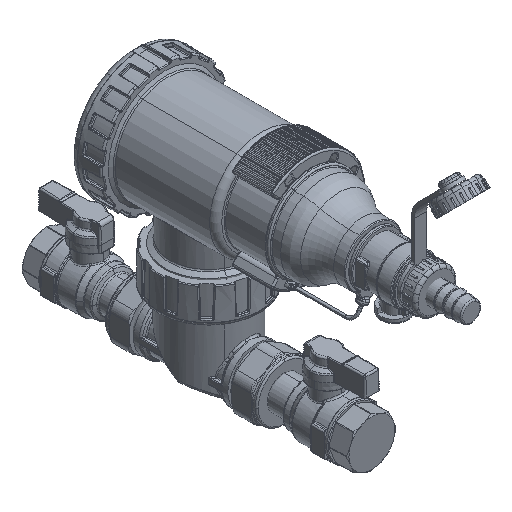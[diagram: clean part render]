
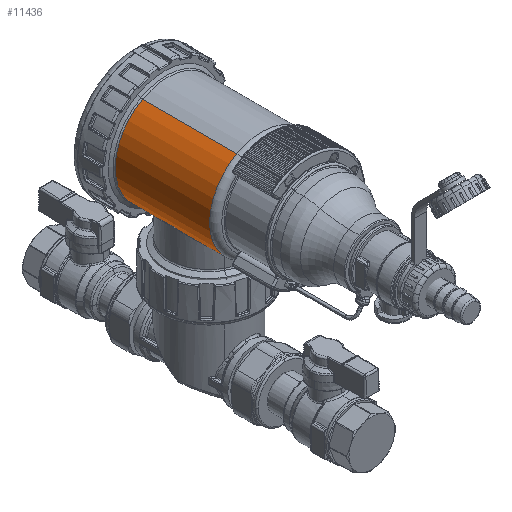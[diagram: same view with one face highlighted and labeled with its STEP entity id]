
A CAD part, isometric view. The second image highlights one B-rep face of the part: STEP entity #11436.
In plain terms, the highlighted cylindrical face has radius 34.5 mm (diameter 69 mm), a partial arc.
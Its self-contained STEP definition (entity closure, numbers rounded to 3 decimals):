
#10003=CARTESIAN_POINT('Vertex',(16.54,26.979,75.823)) ;
#10010=CARTESIAN_POINT('Vertex',(-16.54,26.979,136.377)) ;
#10013=CARTESIAN_POINT('Axis2P3D Location',(0.,26.979,106.1)) ;
#10030=CARTESIAN_POINT('Axis2P3D Location',(0.,-35.,106.1)) ;
#10034=CARTESIAN_POINT('Vertex',(-16.54,-35.,136.377)) ;
#10036=CARTESIAN_POINT('Vertex',(16.54,-35.,75.823)) ;
#10928=CARTESIAN_POINT('Vertex',(-12.347,-23.256,73.885)) ;
#10934=CARTESIAN_POINT('Control Point',(16.54,-20.312,75.823)) ;
#10935=CARTESIAN_POINT('Control Point',(15.612,-21.113,75.316)) ;
#10936=CARTESIAN_POINT('Control Point',(13.625,-22.596,74.343)) ;
#10937=CARTESIAN_POINT('Control Point',(10.289,-24.399,73.102)) ;
#10938=CARTESIAN_POINT('Control Point',(6.635,-25.711,72.171)) ;
#10939=CARTESIAN_POINT('Control Point',(2.748,-26.454,71.633)) ;
#10940=CARTESIAN_POINT('Control Point',(-1.243,-26.575,71.546)) ;
#10941=CARTESIAN_POINT('Control Point',(-5.186,-26.063,71.917)) ;
#10942=CARTESIAN_POINT('Control Point',(-8.939,-24.957,72.709)) ;
#10943=CARTESIAN_POINT('Control Point',(-11.253,-23.873,73.464)) ;
#10944=CARTESIAN_POINT('Control Point',(-12.347,-23.256,73.885)) ;
#10945=CARTESIAN_POINT('Vertex',(16.54,-20.312,75.823)) ;
#11069=CARTESIAN_POINT('Vertex',(16.54,20.312,75.823)) ;
#11140=CARTESIAN_POINT('Control Point',(12.347,23.256,73.885)) ;
#11141=CARTESIAN_POINT('Control Point',(13.103,22.829,74.178)) ;
#11142=CARTESIAN_POINT('Control Point',(14.559,21.911,74.794)) ;
#11143=CARTESIAN_POINT('Control Point',(15.899,20.866,75.47)) ;
#11144=CARTESIAN_POINT('Control Point',(16.54,20.312,75.823)) ;
#11145=CARTESIAN_POINT('Vertex',(12.347,23.256,73.885)) ;
#11308=CARTESIAN_POINT('Control Point',(12.347,23.256,73.885)) ;
#11309=CARTESIAN_POINT('Control Point',(10.881,24.088,73.316)) ;
#11310=CARTESIAN_POINT('Control Point',(7.706,25.474,72.344)) ;
#11311=CARTESIAN_POINT('Control Point',(2.492,26.568,71.55)) ;
#11312=CARTESIAN_POINT('Control Point',(-2.901,26.524,71.583)) ;
#11313=CARTESIAN_POINT('Control Point',(-8.092,25.349,72.433)) ;
#11314=CARTESIAN_POINT('Control Point',(-12.789,23.195,73.942)) ;
#11315=CARTESIAN_POINT('Control Point',(-16.847,20.252,75.893)) ;
#11316=CARTESIAN_POINT('Control Point',(-20.219,16.662,78.063)) ;
#11317=CARTESIAN_POINT('Control Point',(-22.883,12.498,80.22)) ;
#11318=CARTESIAN_POINT('Control Point',(-24.792,7.778,82.077)) ;
#11319=CARTESIAN_POINT('Control Point',(-25.817,2.536,83.213)) ;
#11320=CARTESIAN_POINT('Control Point',(-25.774,-2.951,83.164)) ;
#11321=CARTESIAN_POINT('Control Point',(-24.676,-8.158,81.955)) ;
#11322=CARTESIAN_POINT('Control Point',(-22.706,-12.835,80.062)) ;
#11323=CARTESIAN_POINT('Control Point',(-19.986,-16.956,77.894)) ;
#11324=CARTESIAN_POINT('Control Point',(-16.561,-20.503,75.734)) ;
#11325=CARTESIAN_POINT('Control Point',(-13.824,-22.423,74.45)) ;
#11326=CARTESIAN_POINT('Control Point',(-12.347,-23.256,73.885)) ;
#11397=CARTESIAN_POINT('Line Origine',(16.54,-32.65,75.823)) ;
#11402=CARTESIAN_POINT('Line Origine',(16.54,-32.65,75.823)) ;
#11407=CARTESIAN_POINT('Line Origine',(-16.54,-32.65,136.377)) ;
#11421=CARTESIAN_POINT('Axis2P3D Location',(0.,-32.65,106.1)) ;
#10014=DIRECTION('Axis2P3D Direction',(0.,-1.,0.)) ;
#10031=DIRECTION('Axis2P3D Direction',(0.,-1.,0.)) ;
#11398=DIRECTION('Vector Direction',(0.,-1.,0.)) ;
#11403=DIRECTION('Vector Direction',(0.,-1.,0.)) ;
#11408=DIRECTION('Vector Direction',(0.,-1.,0.)) ;
#11422=DIRECTION('Axis2P3D Direction',(0.,-1.,0.)) ;
#11423=DIRECTION('Axis2P3D XDirection',(0.878,0.,0.479)) ;
#10015=AXIS2_PLACEMENT_3D('Circle Axis2P3D',#10013,#10014,$) ;
#10032=AXIS2_PLACEMENT_3D('Circle Axis2P3D',#10030,#10031,$) ;
#11424=AXIS2_PLACEMENT_3D('Cylinder Axis2P3D',#11421,#11422,#11423) ;
#11427=ORIENTED_EDGE('',*,*,#11406,.F.) ;
#11428=ORIENTED_EDGE('',*,*,#10947,.F.) ;
#11429=ORIENTED_EDGE('',*,*,#11327,.F.) ;
#11430=ORIENTED_EDGE('',*,*,#11147,.F.) ;
#11431=ORIENTED_EDGE('',*,*,#11401,.F.) ;
#11432=ORIENTED_EDGE('',*,*,#10017,.F.) ;
#11433=ORIENTED_EDGE('',*,*,#11411,.F.) ;
#11434=ORIENTED_EDGE('',*,*,#10038,.T.) ;
#11399=VECTOR('Line Direction',#11398,1.) ;
#11404=VECTOR('Line Direction',#11403,1.) ;
#11409=VECTOR('Line Direction',#11408,1.) ;
#11436=ADVANCED_FACE('Sheet.2',(#11435),#11425,.F.) ;
#10016=CIRCLE('generated circle',#10015,34.5) ;
#10033=CIRCLE('generated circle',#10032,34.5) ;
#11425=CYLINDRICAL_SURFACE('generated cylinder',#11424,34.5) ;
#10017=EDGE_CURVE('',#10011,#10004,#10016,.T.) ;
#10038=EDGE_CURVE('',#10035,#10037,#10033,.T.) ;
#10947=EDGE_CURVE('',#10929,#10946,#10933,.F.) ;
#11147=EDGE_CURVE('',#11070,#11146,#11139,.F.) ;
#11327=EDGE_CURVE('',#11146,#10929,#11307,.T.) ;
#11401=EDGE_CURVE('',#10004,#11070,#11400,.T.) ;
#11406=EDGE_CURVE('',#10946,#10037,#11405,.T.) ;
#11411=EDGE_CURVE('',#10035,#10011,#11410,.F.) ;
#11426=EDGE_LOOP('',(#11427,#11428,#11429,#11430,#11431,#11432,#11433,#11434)) ;
#11435=FACE_OUTER_BOUND('',#11426,.T.) ;
#11400=LINE('Line',#11397,#11399) ;
#11405=LINE('Line',#11402,#11404) ;
#11410=LINE('Line',#11407,#11409) ;
#10004=VERTEX_POINT('',#10003) ;
#10011=VERTEX_POINT('',#10010) ;
#10035=VERTEX_POINT('',#10034) ;
#10037=VERTEX_POINT('',#10036) ;
#10929=VERTEX_POINT('',#10928) ;
#10946=VERTEX_POINT('',#10945) ;
#11070=VERTEX_POINT('',#11069) ;
#11146=VERTEX_POINT('',#11145) ;
#10933=(BOUNDED_CURVE()B_SPLINE_CURVE(3,(#10934,#10935,#10936,#10937,#10938,#10939,#10940,#10941,#10942,#10943,#10944),.UNSPECIFIED.,.F.,.U.)B_SPLINE_CURVE_WITH_KNOTS((4,1,1,1,1,1,1,1,4),(75.627,81.221,86.816,92.41,98.004,103.598,109.193,114.787,120.381),.UNSPECIFIED.)CURVE()GEOMETRIC_REPRESENTATION_ITEM()RATIONAL_B_SPLINE_CURVE((1.,1.,1.,1.,1.,1.,1.,1.,1.,1.,1.))REPRESENTATION_ITEM('')) ;
#11139=(BOUNDED_CURVE()B_SPLINE_CURVE(3,(#11140,#11141,#11142,#11143,#11144),.UNSPECIFIED.,.F.,.U.)B_SPLINE_CURVE_WITH_KNOTS((4,1,4),(0.,3.854,7.709),.UNSPECIFIED.)CURVE()GEOMETRIC_REPRESENTATION_ITEM()RATIONAL_B_SPLINE_CURVE((1.,1.,1.,1.,1.))REPRESENTATION_ITEM('')) ;
#11307=(BOUNDED_CURVE()B_SPLINE_CURVE(3,(#11308,#11309,#11310,#11311,#11312,#11313,#11314,#11315,#11316,#11317,#11318,#11319,#11320,#11321,#11322,#11323,#11324,#11325,#11326),.UNSPECIFIED.,.F.,.U.)B_SPLINE_CURVE_WITH_KNOTS((4,1,1,1,1,1,1,1,1,1,1,1,1,1,1,1,4),(0.,7.524,15.048,22.571,30.095,37.619,45.143,52.667,60.191,67.714,75.238,82.762,90.286,97.81,105.334,112.857,120.381),.UNSPECIFIED.)CURVE()GEOMETRIC_REPRESENTATION_ITEM()RATIONAL_B_SPLINE_CURVE((1.,1.,1.,1.,1.,1.,1.,1.,1.,1.,1.,1.,1.,1.,1.,1.,1.,1.,1.))REPRESENTATION_ITEM('')) ;
